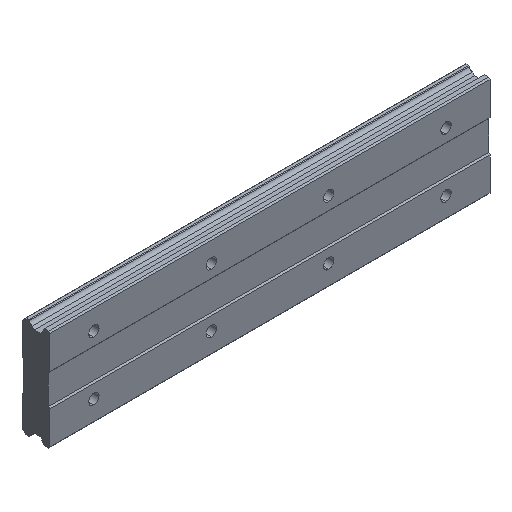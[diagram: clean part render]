
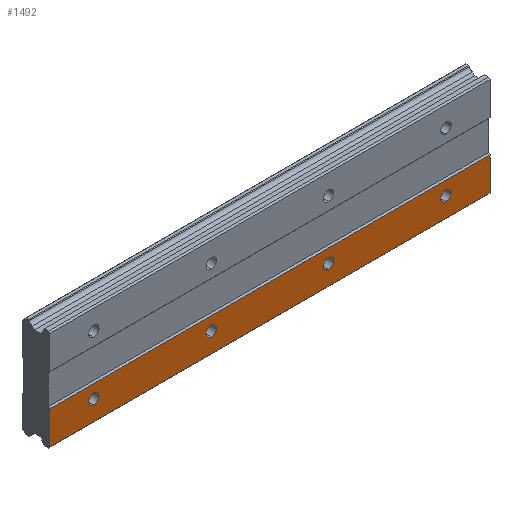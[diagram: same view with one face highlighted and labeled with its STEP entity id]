
A CAD part, isometric view. The second image highlights one B-rep face of the part: STEP entity #1492.
In plain terms, the highlighted planar face has unit normal (0, -1, 0).
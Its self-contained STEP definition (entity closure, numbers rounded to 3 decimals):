
#1 = AXIS2_PLACEMENT_3D ( 'NONE', #1029, #1755, #705 ) ;
#7 = FACE_BOUND ( 'NONE', #1392, .T. ) ;
#24 = VERTEX_POINT ( 'NONE', #945 ) ;
#40 = AXIS2_PLACEMENT_3D ( 'NONE', #716, #946, #203 ) ;
#45 = AXIS2_PLACEMENT_3D ( 'NONE', #2213, #417, #1854 ) ;
#68 = ORIENTED_EDGE ( 'NONE', *, *, #237, .F. ) ;
#86 = LINE ( 'NONE', #1517, #2036 ) ;
#162 = DIRECTION ( 'NONE',  ( 0., -1., 0. ) ) ;
#172 = VERTEX_POINT ( 'NONE', #979 ) ;
#193 = ORIENTED_EDGE ( 'NONE', *, *, #652, .F. ) ;
#203 = DIRECTION ( 'NONE',  ( 0., 0., 1. ) ) ;
#225 = VECTOR ( 'NONE', #378, 1000. ) ;
#237 = EDGE_CURVE ( 'NONE', #2077, #729, #2146, .T. ) ;
#353 = PLANE ( 'NONE',  #40 ) ;
#363 = DIRECTION ( 'NONE',  ( 0., 0., 1. ) ) ;
#378 = DIRECTION ( 'NONE',  ( 0., 0., -1. ) ) ;
#385 = CARTESIAN_POINT ( 'NONE',  ( 240., 0., -16.5 ) ) ;
#414 = VERTEX_POINT ( 'NONE', #1798 ) ;
#417 = DIRECTION ( 'NONE',  ( 0., -1., 0. ) ) ;
#469 = VERTEX_POINT ( 'NONE', #1925 ) ;
#504 = DIRECTION ( 'NONE',  ( 0., 0., 1. ) ) ;
#531 = FACE_OUTER_BOUND ( 'NONE', #607, .T. ) ;
#543 = LINE ( 'NONE', #2010, #1582 ) ;
#550 = AXIS2_PLACEMENT_3D ( 'NONE', #1206, #1052, #1405 ) ;
#554 = DIRECTION ( 'NONE',  ( 1., 0., 0. ) ) ;
#574 = CARTESIAN_POINT ( 'NONE',  ( 0., 0., -23.5 ) ) ;
#607 = EDGE_LOOP ( 'NONE', ( #2015, #1271, #193, #1019 ) ) ;
#636 = CIRCLE ( 'NONE', #1350, 3.5 ) ;
#644 = EDGE_CURVE ( 'NONE', #809, #1298, #1123, .T. ) ;
#652 = EDGE_CURVE ( 'NONE', #172, #469, #543, .T. ) ;
#662 = VERTEX_POINT ( 'NONE', #385 ) ;
#663 = ORIENTED_EDGE ( 'NONE', *, *, #1763, .F. ) ;
#665 = CIRCLE ( 'NONE', #550, 3.5 ) ;
#687 = VERTEX_POINT ( 'NONE', #1641 ) ;
#705 = DIRECTION ( 'NONE',  ( 0., 0., 1. ) ) ;
#716 = CARTESIAN_POINT ( 'NONE',  ( 270., 0., -11. ) ) ;
#724 = CIRCLE ( 'NONE', #2318, 3.5 ) ;
#729 = VERTEX_POINT ( 'NONE', #781 ) ;
#743 = AXIS2_PLACEMENT_3D ( 'NONE', #1403, #1789, #504 ) ;
#781 = CARTESIAN_POINT ( 'NONE',  ( 80., 0., -16.5 ) ) ;
#809 = VERTEX_POINT ( 'NONE', #1685 ) ;
#811 = EDGE_CURVE ( 'NONE', #687, #24, #86, .T. ) ;
#821 = ORIENTED_EDGE ( 'NONE', *, *, #1412, .F. ) ;
#832 = CARTESIAN_POINT ( 'NONE',  ( -30., 0., -11. ) ) ;
#839 = CIRCLE ( 'NONE', #1482, 3.5 ) ;
#940 = EDGE_CURVE ( 'NONE', #729, #2077, #1162, .T. ) ;
#942 = CARTESIAN_POINT ( 'NONE',  ( 0., 0., -20. ) ) ;
#945 = CARTESIAN_POINT ( 'NONE',  ( -30., 0., -33.5 ) ) ;
#946 = DIRECTION ( 'NONE',  ( 0., 1., 0. ) ) ;
#979 = CARTESIAN_POINT ( 'NONE',  ( -30., 0., -11. ) ) ;
#1002 = CIRCLE ( 'NONE', #1, 3.5 ) ;
#1019 = ORIENTED_EDGE ( 'NONE', *, *, #1687, .F. ) ;
#1022 = EDGE_LOOP ( 'NONE', ( #1887, #68 ) ) ;
#1029 = CARTESIAN_POINT ( 'NONE',  ( 240., 0., -20. ) ) ;
#1049 = DIRECTION ( 'NONE',  ( 0., -1., 0. ) ) ;
#1052 = DIRECTION ( 'NONE',  ( 0., -1., 0. ) ) ;
#1123 = CIRCLE ( 'NONE', #1996, 3.5 ) ;
#1150 = VECTOR ( 'NONE', #1554, 1000. ) ;
#1162 = CIRCLE ( 'NONE', #45, 3.5 ) ;
#1206 = CARTESIAN_POINT ( 'NONE',  ( 160., 0., -20. ) ) ;
#1213 = VERTEX_POINT ( 'NONE', #1258 ) ;
#1231 = LINE ( 'NONE', #2149, #225 ) ;
#1248 = FACE_BOUND ( 'NONE', #1370, .T. ) ;
#1258 = CARTESIAN_POINT ( 'NONE',  ( 160., 0., -23.5 ) ) ;
#1269 = EDGE_CURVE ( 'NONE', #469, #687, #1231, .T. ) ;
#1271 = ORIENTED_EDGE ( 'NONE', *, *, #1269, .F. ) ;
#1298 = VERTEX_POINT ( 'NONE', #574 ) ;
#1331 = LINE ( 'NONE', #832, #1150 ) ;
#1344 = ORIENTED_EDGE ( 'NONE', *, *, #644, .F. ) ;
#1350 = AXIS2_PLACEMENT_3D ( 'NONE', #2323, #162, #363 ) ;
#1370 = EDGE_LOOP ( 'NONE', ( #1344, #821 ) ) ;
#1392 = EDGE_LOOP ( 'NONE', ( #2199, #2293 ) ) ;
#1403 = CARTESIAN_POINT ( 'NONE',  ( 80., 0., -20. ) ) ;
#1405 = DIRECTION ( 'NONE',  ( 0., 0., 1. ) ) ;
#1412 = EDGE_CURVE ( 'NONE', #1298, #809, #636, .T. ) ;
#1424 = CARTESIAN_POINT ( 'NONE',  ( 160., 0., -20. ) ) ;
#1438 = EDGE_CURVE ( 'NONE', #662, #1815, #1002, .T. ) ;
#1446 = DIRECTION ( 'NONE',  ( 0., 0., 1. ) ) ;
#1482 = AXIS2_PLACEMENT_3D ( 'NONE', #1736, #1049, #2117 ) ;
#1492 = ADVANCED_FACE ( 'NONE', ( #531, #1248, #7, #2160, #1968 ), #353, .F. ) ;
#1517 = CARTESIAN_POINT ( 'NONE',  ( 270., 0., -33.5 ) ) ;
#1554 = DIRECTION ( 'NONE',  ( 0., 0., 1. ) ) ;
#1582 = VECTOR ( 'NONE', #554, 1000. ) ;
#1592 = CARTESIAN_POINT ( 'NONE',  ( 240., 0., -23.5 ) ) ;
#1641 = CARTESIAN_POINT ( 'NONE',  ( 270., 0., -33.5 ) ) ;
#1680 = ORIENTED_EDGE ( 'NONE', *, *, #2216, .F. ) ;
#1685 = CARTESIAN_POINT ( 'NONE',  ( 0., 0., -16.5 ) ) ;
#1687 = EDGE_CURVE ( 'NONE', #24, #172, #1331, .T. ) ;
#1736 = CARTESIAN_POINT ( 'NONE',  ( 240., 0., -20. ) ) ;
#1755 = DIRECTION ( 'NONE',  ( 0., -1., 0. ) ) ;
#1763 = EDGE_CURVE ( 'NONE', #1213, #414, #665, .T. ) ;
#1789 = DIRECTION ( 'NONE',  ( 0., -1., 0. ) ) ;
#1798 = CARTESIAN_POINT ( 'NONE',  ( 160., 0., -16.5 ) ) ;
#1815 = VERTEX_POINT ( 'NONE', #1592 ) ;
#1854 = DIRECTION ( 'NONE',  ( 0., 0., 1. ) ) ;
#1887 = ORIENTED_EDGE ( 'NONE', *, *, #940, .F. ) ;
#1925 = CARTESIAN_POINT ( 'NONE',  ( 270., 0., -11. ) ) ;
#1949 = DIRECTION ( 'NONE',  ( 0., 0., 1. ) ) ;
#1968 = FACE_BOUND ( 'NONE', #1022, .T. ) ;
#1996 = AXIS2_PLACEMENT_3D ( 'NONE', #942, #2021, #1446 ) ;
#2010 = CARTESIAN_POINT ( 'NONE',  ( 270., 0., -11. ) ) ;
#2015 = ORIENTED_EDGE ( 'NONE', *, *, #811, .F. ) ;
#2021 = DIRECTION ( 'NONE',  ( 0., -1., 0. ) ) ;
#2036 = VECTOR ( 'NONE', #2078, 1000. ) ;
#2059 = CARTESIAN_POINT ( 'NONE',  ( 80., 0., -23.5 ) ) ;
#2077 = VERTEX_POINT ( 'NONE', #2059 ) ;
#2078 = DIRECTION ( 'NONE',  ( -1., 0., 0. ) ) ;
#2102 = DIRECTION ( 'NONE',  ( 0., -1., 0. ) ) ;
#2117 = DIRECTION ( 'NONE',  ( 0., 0., 1. ) ) ;
#2133 = EDGE_LOOP ( 'NONE', ( #1680, #663 ) ) ;
#2138 = EDGE_CURVE ( 'NONE', #1815, #662, #839, .T. ) ;
#2146 = CIRCLE ( 'NONE', #743, 3.5 ) ;
#2149 = CARTESIAN_POINT ( 'NONE',  ( 270., 0., -11. ) ) ;
#2160 = FACE_BOUND ( 'NONE', #2133, .T. ) ;
#2199 = ORIENTED_EDGE ( 'NONE', *, *, #1438, .F. ) ;
#2213 = CARTESIAN_POINT ( 'NONE',  ( 80., 0., -20. ) ) ;
#2216 = EDGE_CURVE ( 'NONE', #414, #1213, #724, .T. ) ;
#2293 = ORIENTED_EDGE ( 'NONE', *, *, #2138, .F. ) ;
#2318 = AXIS2_PLACEMENT_3D ( 'NONE', #1424, #2102, #1949 ) ;
#2323 = CARTESIAN_POINT ( 'NONE',  ( 0., 0., -20. ) ) ;
